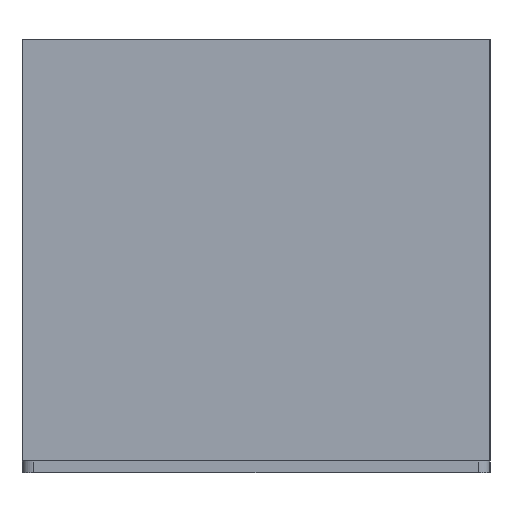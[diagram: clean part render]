
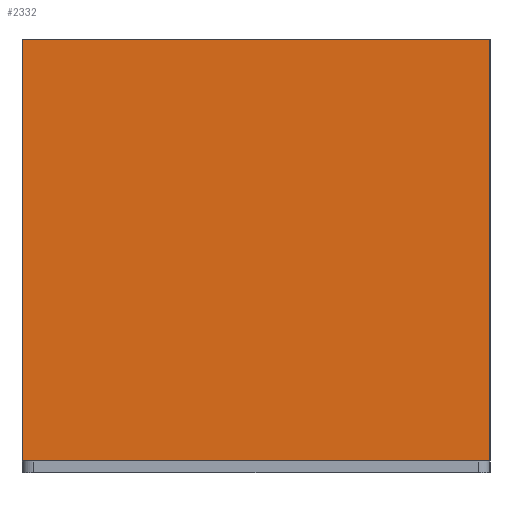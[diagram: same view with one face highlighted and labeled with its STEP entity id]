
A CAD part, left-side view. The second image highlights one B-rep face of the part: STEP entity #2332.
In plain terms, the highlighted planar face has unit normal (-1, 0, 0).
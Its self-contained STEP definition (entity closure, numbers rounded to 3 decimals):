
#32 = PLANE('',#33);
#33 = AXIS2_PLACEMENT_3D('',#34,#35,#36);
#34 = CARTESIAN_POINT('',(-127.,-60.5,0.));
#35 = DIRECTION('',(0.,1.,0.));
#36 = DIRECTION('',(1.,0.,0.));
#85 = VERTEX_POINT('',#86);
#86 = CARTESIAN_POINT('',(-108.25,-60.5,3.));
#99 = PLANE('',#100);
#100 = AXIS2_PLACEMENT_3D('',#101,#102,#103);
#101 = CARTESIAN_POINT('',(-122.955,-2.45,3.));
#102 = DIRECTION('',(0.,0.,1.));
#103 = DIRECTION('',(1.,0.,0.));
#110 = EDGE_CURVE('',#111,#85,#113,.T.);
#111 = VERTEX_POINT('',#112);
#112 = CARTESIAN_POINT('',(-108.25,-60.5,112.));
#113 = SURFACE_CURVE('',#114,(#118,#124),.PCURVE_S1.);
#114 = LINE('',#115,#116);
#115 = CARTESIAN_POINT('',(-108.25,-60.5,56.));
#116 = VECTOR('',#117,1.);
#117 = DIRECTION('',(0.,0.,-1.));
#118 = PCURVE('',#32,#119);
#119 = DEFINITIONAL_REPRESENTATION('',(#120),#123);
#120 = B_SPLINE_CURVE_WITH_KNOTS('',1,(#121,#122),.UNSPECIFIED.,.F.,.F.,
  (2,2),(-56.,53.),.PIECEWISE_BEZIER_KNOTS.);
#121 = CARTESIAN_POINT('',(18.75,-112.));
#122 = CARTESIAN_POINT('',(18.75,-3.));
#123 = ( GEOMETRIC_REPRESENTATION_CONTEXT(2) 
PARAMETRIC_REPRESENTATION_CONTEXT() REPRESENTATION_CONTEXT('2D SPACE',''
  ) );
#124 = PCURVE('',#125,#130);
#125 = PLANE('',#126);
#126 = AXIS2_PLACEMENT_3D('',#127,#128,#129);
#127 = CARTESIAN_POINT('',(-108.25,-69.31,112.));
#128 = DIRECTION('',(1.,0.,0.));
#129 = DIRECTION('',(0.,1.,0.));
#130 = DEFINITIONAL_REPRESENTATION('',(#131),#134);
#131 = B_SPLINE_CURVE_WITH_KNOTS('',1,(#132,#133),.UNSPECIFIED.,.F.,.F.,
  (2,2),(-56.,53.),.PIECEWISE_BEZIER_KNOTS.);
#132 = CARTESIAN_POINT('',(8.81,0.));
#133 = CARTESIAN_POINT('',(8.81,-109.));
#134 = ( GEOMETRIC_REPRESENTATION_CONTEXT(2) 
PARAMETRIC_REPRESENTATION_CONTEXT() REPRESENTATION_CONTEXT('2D SPACE',''
  ) );
#152 = PLANE('',#153);
#153 = AXIS2_PLACEMENT_3D('',#154,#155,#156);
#154 = CARTESIAN_POINT('',(0.,0.,112.));
#155 = DIRECTION('',(0.,0.,1.));
#156 = DIRECTION('',(1.,0.,0.));
#374 = PLANE('',#375);
#375 = AXIS2_PLACEMENT_3D('',#376,#377,#378);
#376 = CARTESIAN_POINT('',(127.,60.5,0.));
#377 = DIRECTION('',(0.,-1.,0.));
#378 = DIRECTION('',(-1.,0.,0.));
#1749 = EDGE_CURVE('',#85,#1750,#1752,.T.);
#1750 = VERTEX_POINT('',#1751);
#1751 = CARTESIAN_POINT('',(-108.25,60.5,3.));
#1752 = SURFACE_CURVE('',#1753,(#1757,#1764),.PCURVE_S1.);
#1753 = LINE('',#1754,#1755);
#1754 = CARTESIAN_POINT('',(-108.25,-69.31,3.));
#1755 = VECTOR('',#1756,1.);
#1756 = DIRECTION('',(0.,1.,0.));
#1757 = PCURVE('',#99,#1758);
#1758 = DEFINITIONAL_REPRESENTATION('',(#1759),#1763);
#1759 = LINE('',#1760,#1761);
#1760 = CARTESIAN_POINT('',(14.705,-66.86));
#1761 = VECTOR('',#1762,1.);
#1762 = DIRECTION('',(0.,1.));
#1763 = ( GEOMETRIC_REPRESENTATION_CONTEXT(2) 
PARAMETRIC_REPRESENTATION_CONTEXT() REPRESENTATION_CONTEXT('2D SPACE',''
  ) );
#1764 = PCURVE('',#125,#1765);
#1765 = DEFINITIONAL_REPRESENTATION('',(#1766),#1770);
#1766 = LINE('',#1767,#1768);
#1767 = CARTESIAN_POINT('',(0.,-109.));
#1768 = VECTOR('',#1769,1.);
#1769 = DIRECTION('',(1.,0.));
#1770 = ( GEOMETRIC_REPRESENTATION_CONTEXT(2) 
PARAMETRIC_REPRESENTATION_CONTEXT() REPRESENTATION_CONTEXT('2D SPACE',''
  ) );
#2332 = ADVANCED_FACE('',(#2333),#125,.F.);
#2333 = FACE_BOUND('',#2334,.F.);
#2334 = EDGE_LOOP('',(#2335,#2358,#2359,#2360));
#2335 = ORIENTED_EDGE('',*,*,#2336,.F.);
#2336 = EDGE_CURVE('',#111,#2337,#2339,.T.);
#2337 = VERTEX_POINT('',#2338);
#2338 = CARTESIAN_POINT('',(-108.25,60.5,112.));
#2339 = SURFACE_CURVE('',#2340,(#2344,#2351),.PCURVE_S1.);
#2340 = LINE('',#2341,#2342);
#2341 = CARTESIAN_POINT('',(-108.25,-69.31,112.));
#2342 = VECTOR('',#2343,1.);
#2343 = DIRECTION('',(0.,1.,0.));
#2344 = PCURVE('',#125,#2345);
#2345 = DEFINITIONAL_REPRESENTATION('',(#2346),#2350);
#2346 = LINE('',#2347,#2348);
#2347 = CARTESIAN_POINT('',(0.,0.));
#2348 = VECTOR('',#2349,1.);
#2349 = DIRECTION('',(1.,0.));
#2350 = ( GEOMETRIC_REPRESENTATION_CONTEXT(2) 
PARAMETRIC_REPRESENTATION_CONTEXT() REPRESENTATION_CONTEXT('2D SPACE',''
  ) );
#2351 = PCURVE('',#152,#2352);
#2352 = DEFINITIONAL_REPRESENTATION('',(#2353),#2357);
#2353 = LINE('',#2354,#2355);
#2354 = CARTESIAN_POINT('',(-108.25,-69.31));
#2355 = VECTOR('',#2356,1.);
#2356 = DIRECTION('',(0.,1.));
#2357 = ( GEOMETRIC_REPRESENTATION_CONTEXT(2) 
PARAMETRIC_REPRESENTATION_CONTEXT() REPRESENTATION_CONTEXT('2D SPACE',''
  ) );
#2358 = ORIENTED_EDGE('',*,*,#110,.T.);
#2359 = ORIENTED_EDGE('',*,*,#1749,.T.);
#2360 = ORIENTED_EDGE('',*,*,#2361,.T.);
#2361 = EDGE_CURVE('',#1750,#2337,#2362,.T.);
#2362 = SURFACE_CURVE('',#2363,(#2367,#2373),.PCURVE_S1.);
#2363 = LINE('',#2364,#2365);
#2364 = CARTESIAN_POINT('',(-108.25,60.5,56.));
#2365 = VECTOR('',#2366,1.);
#2366 = DIRECTION('',(0.,0.,1.));
#2367 = PCURVE('',#125,#2368);
#2368 = DEFINITIONAL_REPRESENTATION('',(#2369),#2372);
#2369 = B_SPLINE_CURVE_WITH_KNOTS('',1,(#2370,#2371),.UNSPECIFIED.,.F.,
  .F.,(2,2),(-53.,56.),.PIECEWISE_BEZIER_KNOTS.);
#2370 = CARTESIAN_POINT('',(129.81,-109.));
#2371 = CARTESIAN_POINT('',(129.81,0.));
#2372 = ( GEOMETRIC_REPRESENTATION_CONTEXT(2) 
PARAMETRIC_REPRESENTATION_CONTEXT() REPRESENTATION_CONTEXT('2D SPACE',''
  ) );
#2373 = PCURVE('',#374,#2374);
#2374 = DEFINITIONAL_REPRESENTATION('',(#2375),#2378);
#2375 = B_SPLINE_CURVE_WITH_KNOTS('',1,(#2376,#2377),.UNSPECIFIED.,.F.,
  .F.,(2,2),(-53.,56.),.PIECEWISE_BEZIER_KNOTS.);
#2376 = CARTESIAN_POINT('',(235.25,-3.));
#2377 = CARTESIAN_POINT('',(235.25,-112.));
#2378 = ( GEOMETRIC_REPRESENTATION_CONTEXT(2) 
PARAMETRIC_REPRESENTATION_CONTEXT() REPRESENTATION_CONTEXT('2D SPACE',''
  ) );
